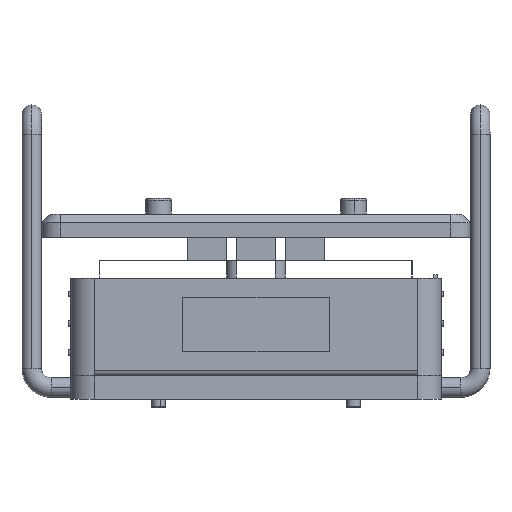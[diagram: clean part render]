
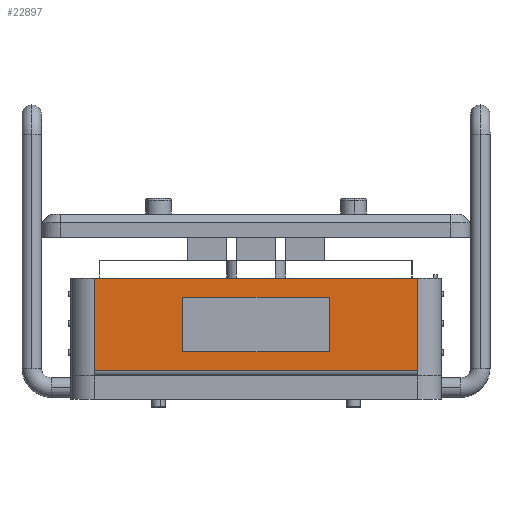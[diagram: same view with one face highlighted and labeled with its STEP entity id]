
A CAD part, front view. The second image highlights one B-rep face of the part: STEP entity #22897.
In plain terms, the highlighted planar face has unit normal (0, -1, 0).
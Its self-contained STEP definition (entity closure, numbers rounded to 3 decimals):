
#497 = CARTESIAN_POINT ( 'NONE',  ( 33.832, -173.239, -356.954 ) ) ;
#553 = CARTESIAN_POINT ( 'NONE',  ( 33.832, -173.239, -309.69 ) ) ;
#564 = DIRECTION ( 'NONE',  ( 0., 0., -1. ) ) ;
#584 = CARTESIAN_POINT ( 'NONE',  ( 33.832, -173.239, -356.954 ) ) ;
#585 = DIRECTION ( 'NONE',  ( 1., 0., 0. ) ) ;
#594 = DIRECTION ( 'NONE',  ( 0., 0., 1. ) ) ;
#599 = CARTESIAN_POINT ( 'NONE',  ( 199.832, -173.239, -359.69 ) ) ;
#603 = CARTESIAN_POINT ( 'NONE',  ( 209.832, -173.239, -309.69 ) ) ;
#604 = DIRECTION ( 'NONE',  ( 1., 0., 0. ) ) ;
#3383 = VERTEX_POINT ( 'NONE', #7317 ) ;
#3395 = VERTEX_POINT ( 'NONE', #7329 ) ;
#3503 = VERTEX_POINT ( 'NONE', #19961 ) ;
#3562 = VERTEX_POINT ( 'NONE', #497 ) ;
#4704 = EDGE_LOOP ( 'NONE', ( #26403, #26404, #26405, #26406 ) ) ;
#7317 = CARTESIAN_POINT ( 'NONE',  ( 199.832, -173.239, -356.954 ) ) ;
#7329 = CARTESIAN_POINT ( 'NONE',  ( 199.832, -173.239, -309.69 ) ) ;
#13394 = VECTOR ( 'NONE', #585, 1000. ) ;
#13409 = LINE ( 'NONE', #584, #13394 ) ;
#13487 = LINE ( 'NONE', #553, #14134 ) ;
#14124 = FACE_OUTER_BOUND ( 'NONE', #4704, .T. ) ;
#14134 = VECTOR ( 'NONE', #564, 1000. ) ;
#14167 = VECTOR ( 'NONE', #594, 1000. ) ;
#14171 = VECTOR ( 'NONE', #604, 1000. ) ;
#14174 = LINE ( 'NONE', #603, #14171 ) ;
#14176 = LINE ( 'NONE', #599, #14167 ) ;
#19455 = PLANE ( 'NONE',  #21335 ) ;
#19472 = CARTESIAN_POINT ( 'NONE',  ( 209.832, -173.239, -359.69 ) ) ;
#19473 = DIRECTION ( 'NONE',  ( 0., 1., 0. ) ) ;
#19474 = DIRECTION ( 'NONE',  ( -1., 0., 0. ) ) ;
#19961 = CARTESIAN_POINT ( 'NONE',  ( 33.832, -173.239, -309.69 ) ) ;
#21006 = EDGE_CURVE ( 'NONE', #3503, #3562, #13487, .T. ) ;
#21014 = EDGE_CURVE ( 'NONE', #3562, #3383, #13409, .T. ) ;
#21020 = EDGE_CURVE ( 'NONE', #3383, #3395, #14176, .T. ) ;
#21021 = EDGE_CURVE ( 'NONE', #3503, #3395, #14174, .T. ) ;
#21335 = AXIS2_PLACEMENT_3D ( 'NONE', #19472, #19473, #19474 ) ;
#22897 = ADVANCED_FACE ( 'NONE', ( #14124 ), #19455, .F. ) ;
#26403 = ORIENTED_EDGE ( 'NONE', *, *, #21014, .T. ) ;
#26404 = ORIENTED_EDGE ( 'NONE', *, *, #21020, .T. ) ;
#26405 = ORIENTED_EDGE ( 'NONE', *, *, #21021, .F. ) ;
#26406 = ORIENTED_EDGE ( 'NONE', *, *, #21006, .T. ) ;
